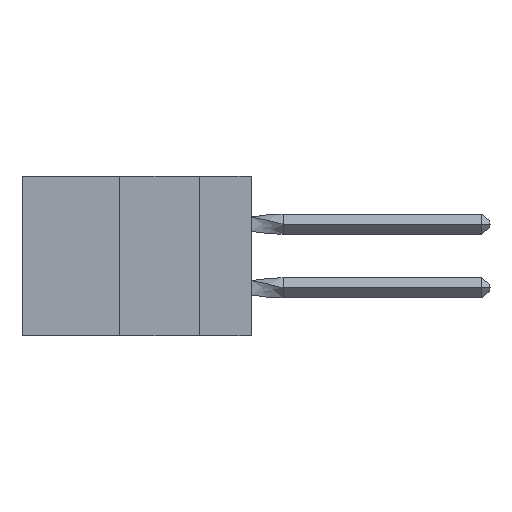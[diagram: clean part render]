
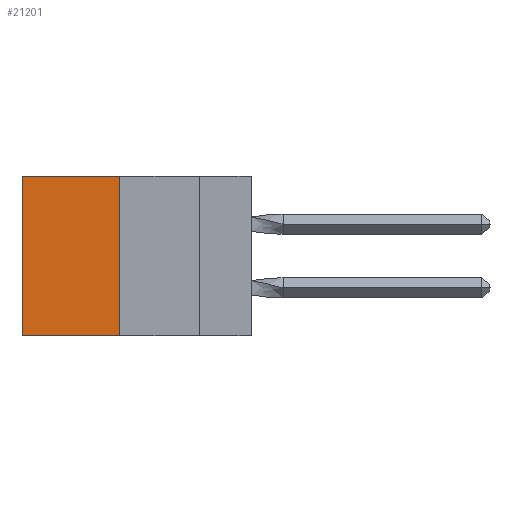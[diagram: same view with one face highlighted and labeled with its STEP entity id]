
A CAD part, left-side view. The second image highlights one B-rep face of the part: STEP entity #21201.
In plain terms, the highlighted planar face has unit normal (-1, 0, 0).
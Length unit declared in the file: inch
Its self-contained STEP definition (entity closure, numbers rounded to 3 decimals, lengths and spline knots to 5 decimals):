
#1416 = AXIS2_PLACEMENT_3D ( 'NONE', #6029, #11210, #19004 ) ;
#1888 = ORIENTED_EDGE ( 'NONE', *, *, #32184, .T. ) ;
#2341 = CARTESIAN_POINT ( 'NONE',  ( 0.305, 0.413, -0.5 ) ) ;
#4833 = VECTOR ( 'NONE', #31403, 39.37008 ) ;
#5125 = VERTEX_POINT ( 'NONE', #22336 ) ;
#5715 = VECTOR ( 'NONE', #5806, 39.37008 ) ;
#5806 = DIRECTION ( 'NONE',  ( 0., 0., -1. ) ) ;
#6029 = CARTESIAN_POINT ( 'NONE',  ( 0.305, 0.413, -0.5 ) ) ;
#7287 = DIRECTION ( 'NONE',  ( 0., 1., 0. ) ) ;
#8071 = CARTESIAN_POINT ( 'NONE',  ( 0.305, 0.413, -0.5 ) ) ;
#10976 = ORIENTED_EDGE ( 'NONE', *, *, #32152, .T. ) ;
#11118 = CARTESIAN_POINT ( 'NONE',  ( 0.305, 0.413, 0. ) ) ;
#11210 = DIRECTION ( 'NONE',  ( 1., 0., 0. ) ) ;
#11569 = CARTESIAN_POINT ( 'NONE',  ( 0.305, 0.413, 0. ) ) ;
#11660 = VERTEX_POINT ( 'NONE', #11118 ) ;
#12067 = VECTOR ( 'NONE', #19032, 39.37008 ) ;
#12563 = LINE ( 'NONE', #8071, #5715 ) ;
#16258 = VERTEX_POINT ( 'NONE', #22729 ) ;
#17665 = CARTESIAN_POINT ( 'NONE',  ( 0.305, 0.413, -0.5 ) ) ;
#18212 = EDGE_CURVE ( 'NONE', #25241, #5125, #26891, .T. ) ;
#19004 = DIRECTION ( 'NONE',  ( 0., 0., -1. ) ) ;
#19032 = DIRECTION ( 'NONE',  ( 0., 1., 0. ) ) ;
#19686 = VECTOR ( 'NONE', #7287, 39.37008 ) ;
#20180 = ORIENTED_EDGE ( 'NONE', *, *, #18212, .F. ) ;
#21201 = ADVANCED_FACE ( 'NONE', ( #23099 ), #31602, .F. ) ;
#21255 = CARTESIAN_POINT ( 'NONE',  ( 0.305, 0.72, -0.5 ) ) ;
#22336 = CARTESIAN_POINT ( 'NONE',  ( 0.305, 0.72, -0.5 ) ) ;
#22729 = CARTESIAN_POINT ( 'NONE',  ( 0.305, 0.72, 0. ) ) ;
#22735 = EDGE_CURVE ( 'NONE', #11660, #25241, #12563, .T. ) ;
#22847 = LINE ( 'NONE', #11569, #12067 ) ;
#23099 = FACE_OUTER_BOUND ( 'NONE', #23153, .T. ) ;
#23153 = EDGE_LOOP ( 'NONE', ( #10976, #20180, #30146, #1888 ) ) ;
#24833 = LINE ( 'NONE', #21255, #4833 ) ;
#25241 = VERTEX_POINT ( 'NONE', #17665 ) ;
#26891 = LINE ( 'NONE', #2341, #19686 ) ;
#30146 = ORIENTED_EDGE ( 'NONE', *, *, #22735, .F. ) ;
#31403 = DIRECTION ( 'NONE',  ( 0., 0., -1. ) ) ;
#31602 = PLANE ( 'NONE',  #1416 ) ;
#32152 = EDGE_CURVE ( 'NONE', #16258, #5125, #24833, .T. ) ;
#32184 = EDGE_CURVE ( 'NONE', #11660, #16258, #22847, .T. ) ;
